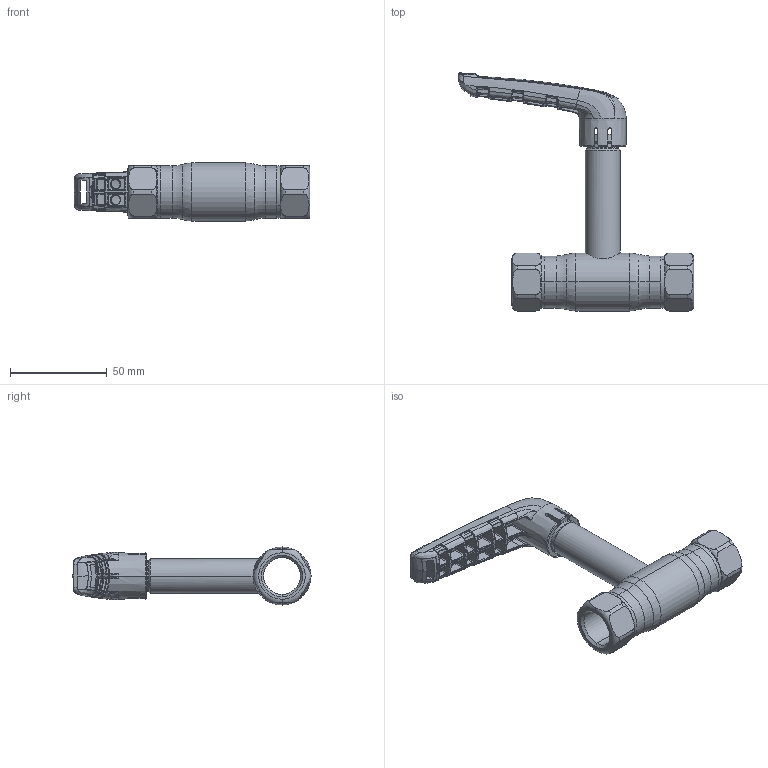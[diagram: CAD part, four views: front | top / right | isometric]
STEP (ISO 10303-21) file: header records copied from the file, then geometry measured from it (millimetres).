
FILE_DESCRIPTION (( 'STEP AP214' ), '1' );
FILE_NAME ('1015002001-xxxx.step', '2019-05-09T10:11:02', ( '' ), ( '' ), 'SwSTEP 2.0', 'SolidWorks 2017', '' );
FILE_SCHEMA (( 'AUTOMOTIVE_DESIGN' ));
Length unit declared in the file: millimetre
Products named in the file (1): 1015002001-xxxx
Bounding box: 121.78 x 123.08 x 30 mm (x, y, z)
Surface area: 24505.8 mm2 (no closed solid volume)
Topology: 0 solids, 6 shells, 810 faces, 2425 edges, 1509 vertices
Faces by surface type: bspline 633, plane 67, cylinder 46, torus 45, cone 19
Entity records: 68053 total; most frequent: CARTESIAN_POINT 43284, ORIENTED_EDGE 4125, EDGE_CURVE 2399, DIRECTION 1661, B_SPLINE_CURVE_WITH_KNOTS 1651, VERTEX_POINT 1509, EDGE_LOOP 832, UNCERTAINTY_MEASURE_WITH_UNIT 812
